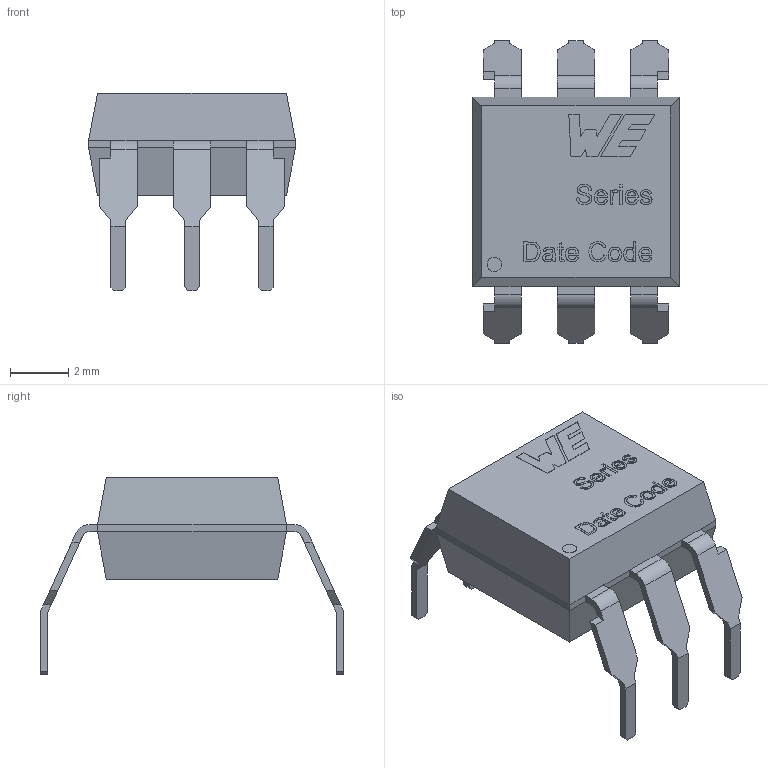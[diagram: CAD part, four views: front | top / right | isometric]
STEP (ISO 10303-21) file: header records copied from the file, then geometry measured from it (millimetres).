
FILE_DESCRIPTION(/* description */ ('Unknown'),/* implementation_level */ '2;1');
FILE_NAME(/* name */ 'WL-OCTR_DIP6_M',/* time_stamp */ '2023-03-27T07:47:14+02:00',/* author */ ('Unknown'),/* organization */ ('Unknown'),/* preprocessor_version */ 'ST-DEVELOPER v16.7',/* originating_system */ 'Solid Edge',/* authorisation */ 'Unknown');
FILE_SCHEMA (('AUTOMOTIVE_DESIGN {1 0 10303 214 3 1 1}'));
Length unit declared in the file: millimetre
Products named in the file (4): WL-OCTR_DIP6_M; Body; Pin; Pin_Mitte
Assembly tree (4 placements, depth 2):
  WL-OCTR_DIP6_M
    Body
    Pin  x2
    Pin_Mitte
Bounding box: 7.12 x 10.41 x 6.78 mm (x, y, z)
Volume: 156.5 mm3; surface area: 348.7 mm2
Topology: 4 solids, 4 shells, 260 faces, 688 edges, 456 vertices
Faces by surface type: plane 213, bspline 34, cylinder 13
Full cylindrical faces by diameter (mm): 0.5 x1
Entity records: 9794 total; most frequent: CARTESIAN_POINT 3403, ORIENTED_EDGE 1176, DIRECTION 832, EDGE_CURVE 588, LINE 402, VECTOR 402, VERTEX_POINT 392, EDGE_LOOP 256
